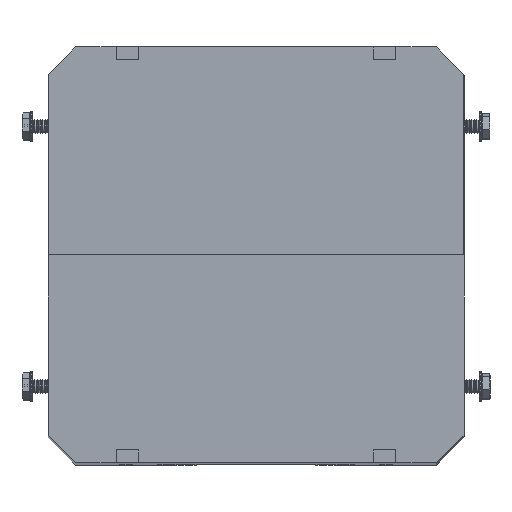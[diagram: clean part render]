
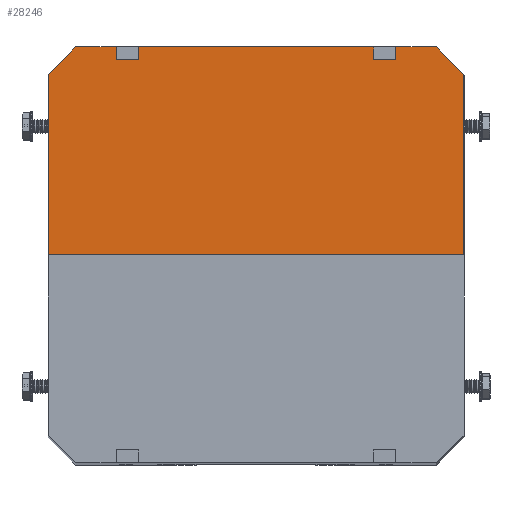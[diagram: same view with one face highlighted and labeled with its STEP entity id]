
A CAD part, top view. The second image highlights one B-rep face of the part: STEP entity #28246.
In plain terms, the highlighted planar face has unit normal (0, 0, 1).
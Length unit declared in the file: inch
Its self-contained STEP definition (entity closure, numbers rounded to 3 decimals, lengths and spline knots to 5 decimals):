
#474 = VERTEX_POINT ( 'NONE', #18852 ) ;
#708 = VERTEX_POINT ( 'NONE', #26309 ) ;
#710 = DIRECTION ( 'NONE',  ( 0., -1., 0. ) ) ;
#794 = FACE_OUTER_BOUND ( 'NONE', #21988, .T. ) ;
#1437 = DIRECTION ( 'NONE',  ( 0., -1., 0. ) ) ;
#1512 = ORIENTED_EDGE ( 'NONE', *, *, #34126, .F. ) ;
#1869 = EDGE_CURVE ( 'NONE', #28909, #2464, #9215, .T. ) ;
#1892 = VECTOR ( 'NONE', #19973, 39.37008 ) ;
#2006 = PLANE ( 'NONE',  #22458 ) ;
#2464 = VERTEX_POINT ( 'NONE', #21590 ) ;
#3441 = ORIENTED_EDGE ( 'NONE', *, *, #32493, .T. ) ;
#3539 = DIRECTION ( 'NONE',  ( 1., 0., 0. ) ) ;
#3909 = ORIENTED_EDGE ( 'NONE', *, *, #16396, .T. ) ;
#3915 = DIRECTION ( 'NONE',  ( 0., 1., 0. ) ) ;
#4571 = EDGE_CURVE ( 'NONE', #2464, #28802, #32840, .T. ) ;
#4689 = CARTESIAN_POINT ( 'NONE',  ( 2.6875, -4., 12.105 ) ) ;
#7061 = VECTOR ( 'NONE', #3915, 39.37008 ) ;
#7579 = VECTOR ( 'NONE', #25124, 39.37008 ) ;
#7701 = CARTESIAN_POINT ( 'NONE',  ( 2.2635, -4., 12.105 ) ) ;
#8111 = EDGE_CURVE ( 'NONE', #36053, #19084, #36764, .T. ) ;
#8154 = VECTOR ( 'NONE', #17054, 39.37008 ) ;
#8543 = LINE ( 'NONE', #39316, #33682 ) ;
#8616 = LINE ( 'NONE', #38288, #7579 ) ;
#9017 = LINE ( 'NONE', #31298, #34179 ) ;
#9215 = LINE ( 'NONE', #30793, #33914 ) ;
#9238 = ORIENTED_EDGE ( 'NONE', *, *, #36805, .T. ) ;
#9833 = LINE ( 'NONE', #19884, #31915 ) ;
#10186 = LINE ( 'NONE', #13723, #8154 ) ;
#10626 = CARTESIAN_POINT ( 'NONE',  ( -2.6875, -3.75, 12.105 ) ) ;
#11095 = LINE ( 'NONE', #27592, #19776 ) ;
#11264 = VERTEX_POINT ( 'NONE', #25409 ) ;
#11909 = CARTESIAN_POINT ( 'NONE',  ( -4., -4., 12.105 ) ) ;
#12402 = ORIENTED_EDGE ( 'NONE', *, *, #24380, .T. ) ;
#13723 = CARTESIAN_POINT ( 'NONE',  ( -4., -4., 12.105 ) ) ;
#13753 = DIRECTION ( 'NONE',  ( 0., -1., 0. ) ) ;
#13847 = CARTESIAN_POINT ( 'NONE',  ( 2.6875, -3.75, 12.105 ) ) ;
#13947 = CARTESIAN_POINT ( 'NONE',  ( -4., -3.469, 12.105 ) ) ;
#14767 = CARTESIAN_POINT ( 'NONE',  ( 2.2635, -3.75, 12.105 ) ) ;
#15909 = LINE ( 'NONE', #20588, #33366 ) ;
#16384 = DIRECTION ( 'NONE',  ( 0.707, 0.707, 0. ) ) ;
#16396 = EDGE_CURVE ( 'NONE', #19084, #20160, #10186, .T. ) ;
#17054 = DIRECTION ( 'NONE',  ( 1., 0., 0. ) ) ;
#17280 = EDGE_CURVE ( 'NONE', #474, #11264, #32234, .T. ) ;
#17747 = CARTESIAN_POINT ( 'NONE',  ( 2.6875, -3.75, 12.105 ) ) ;
#18103 = DIRECTION ( 'NONE',  ( 1., 0., 0. ) ) ;
#18852 = CARTESIAN_POINT ( 'NONE',  ( 4., -3.469, 12.105 ) ) ;
#19084 = VERTEX_POINT ( 'NONE', #4689 ) ;
#19279 = VECTOR ( 'NONE', #30811, 39.37008 ) ;
#19343 = CARTESIAN_POINT ( 'NONE',  ( 3.469, -4., 12.105 ) ) ;
#19776 = VECTOR ( 'NONE', #1437, 39.37008 ) ;
#19884 = CARTESIAN_POINT ( 'NONE',  ( -4., -4., 12.105 ) ) ;
#19973 = DIRECTION ( 'NONE',  ( 0.707, -0.707, 0. ) ) ;
#20160 = VERTEX_POINT ( 'NONE', #19343 ) ;
#20588 = CARTESIAN_POINT ( 'NONE',  ( -4., 0., 12.105 ) ) ;
#21038 = DIRECTION ( 'NONE',  ( -1., 0., 0. ) ) ;
#21590 = CARTESIAN_POINT ( 'NONE',  ( -2.6875, -3.75, 12.105 ) ) ;
#21988 = EDGE_LOOP ( 'NONE', ( #33092, #12402, #26747, #9238, #3441, #38432, #26365, #34666, #22738, #1512, #42058, #30700, #3909, #42287 ) ) ;
#22392 = DIRECTION ( 'NONE',  ( 1., 0., 0. ) ) ;
#22458 = AXIS2_PLACEMENT_3D ( 'NONE', #11909, #42007, #22392 ) ;
#22738 = ORIENTED_EDGE ( 'NONE', *, *, #41830, .T. ) ;
#23418 = LINE ( 'NONE', #38179, #31137 ) ;
#23816 = VERTEX_POINT ( 'NONE', #7701 ) ;
#24380 = EDGE_CURVE ( 'NONE', #11264, #27806, #15909, .T. ) ;
#25124 = DIRECTION ( 'NONE',  ( -1., 0., 0. ) ) ;
#25156 = DIRECTION ( 'NONE',  ( 0., -1., 0. ) ) ;
#25409 = CARTESIAN_POINT ( 'NONE',  ( 4., 0., 12.105 ) ) ;
#26010 = CARTESIAN_POINT ( 'NONE',  ( -4., 0., 12.105 ) ) ;
#26309 = CARTESIAN_POINT ( 'NONE',  ( -2.2635, -4., 12.105 ) ) ;
#26365 = ORIENTED_EDGE ( 'NONE', *, *, #1869, .F. ) ;
#26747 = ORIENTED_EDGE ( 'NONE', *, *, #37311, .T. ) ;
#26913 = CARTESIAN_POINT ( 'NONE',  ( 4., 4., 12.105 ) ) ;
#27592 = CARTESIAN_POINT ( 'NONE',  ( -2.2635, -3.75, 12.105 ) ) ;
#27806 = VERTEX_POINT ( 'NONE', #26010 ) ;
#28246 = ADVANCED_FACE ( 'NONE', ( #794 ), #2006, .T. ) ;
#28802 = VERTEX_POINT ( 'NONE', #34268 ) ;
#28909 = VERTEX_POINT ( 'NONE', #38258 ) ;
#29768 = VECTOR ( 'NONE', #13753, 39.37008 ) ;
#29996 = CARTESIAN_POINT ( 'NONE',  ( 2.2635, -3.75, 12.105 ) ) ;
#30700 = ORIENTED_EDGE ( 'NONE', *, *, #8111, .T. ) ;
#30793 = CARTESIAN_POINT ( 'NONE',  ( -2.6875, -3.75, 12.105 ) ) ;
#30811 = DIRECTION ( 'NONE',  ( 0., -1., 0. ) ) ;
#31137 = VECTOR ( 'NONE', #25156, 39.37008 ) ;
#31298 = CARTESIAN_POINT ( 'NONE',  ( -4., -4., 12.105 ) ) ;
#31839 = VECTOR ( 'NONE', #710, 39.37008 ) ;
#31915 = VECTOR ( 'NONE', #3539, 39.37008 ) ;
#32234 = LINE ( 'NONE', #26913, #7061 ) ;
#32493 = EDGE_CURVE ( 'NONE', #41767, #28802, #9833, .T. ) ;
#32840 = LINE ( 'NONE', #10626, #31839 ) ;
#33092 = ORIENTED_EDGE ( 'NONE', *, *, #17280, .T. ) ;
#33366 = VECTOR ( 'NONE', #40208, 39.37008 ) ;
#33682 = VECTOR ( 'NONE', #16384, 39.37008 ) ;
#33914 = VECTOR ( 'NONE', #21038, 39.37008 ) ;
#34126 = EDGE_CURVE ( 'NONE', #35501, #23816, #38486, .T. ) ;
#34179 = VECTOR ( 'NONE', #18103, 39.37008 ) ;
#34268 = CARTESIAN_POINT ( 'NONE',  ( -2.6875, -4., 12.105 ) ) ;
#34304 = CARTESIAN_POINT ( 'NONE',  ( -3.469, -4., 12.105 ) ) ;
#34666 = ORIENTED_EDGE ( 'NONE', *, *, #41756, .T. ) ;
#35501 = VERTEX_POINT ( 'NONE', #14767 ) ;
#35777 = LINE ( 'NONE', #39611, #1892 ) ;
#36053 = VERTEX_POINT ( 'NONE', #13847 ) ;
#36764 = LINE ( 'NONE', #17747, #19279 ) ;
#36805 = EDGE_CURVE ( 'NONE', #36983, #41767, #35777, .T. ) ;
#36983 = VERTEX_POINT ( 'NONE', #13947 ) ;
#37311 = EDGE_CURVE ( 'NONE', #27806, #36983, #23418, .T. ) ;
#38179 = CARTESIAN_POINT ( 'NONE',  ( -4., 4., 12.105 ) ) ;
#38258 = CARTESIAN_POINT ( 'NONE',  ( -2.2635, -3.75, 12.105 ) ) ;
#38288 = CARTESIAN_POINT ( 'NONE',  ( 2.2635, -3.75, 12.105 ) ) ;
#38432 = ORIENTED_EDGE ( 'NONE', *, *, #4571, .F. ) ;
#38486 = LINE ( 'NONE', #29996, #29768 ) ;
#39316 = CARTESIAN_POINT ( 'NONE',  ( -0.2655, -7.7345, 12.105 ) ) ;
#39611 = CARTESIAN_POINT ( 'NONE',  ( -3.7345, -3.7345, 12.105 ) ) ;
#40189 = EDGE_CURVE ( 'NONE', #36053, #35501, #8616, .T. ) ;
#40208 = DIRECTION ( 'NONE',  ( -1., 0., 0. ) ) ;
#41531 = EDGE_CURVE ( 'NONE', #20160, #474, #8543, .T. ) ;
#41756 = EDGE_CURVE ( 'NONE', #28909, #708, #11095, .T. ) ;
#41767 = VERTEX_POINT ( 'NONE', #34304 ) ;
#41830 = EDGE_CURVE ( 'NONE', #708, #23816, #9017, .T. ) ;
#42007 = DIRECTION ( 'NONE',  ( 0., 0., 1. ) ) ;
#42058 = ORIENTED_EDGE ( 'NONE', *, *, #40189, .F. ) ;
#42287 = ORIENTED_EDGE ( 'NONE', *, *, #41531, .T. ) ;
